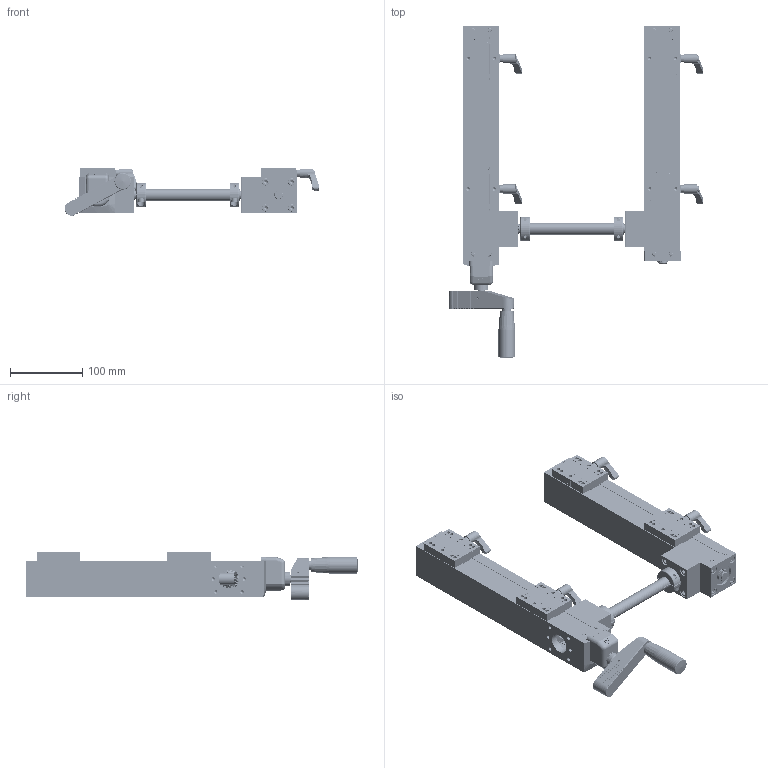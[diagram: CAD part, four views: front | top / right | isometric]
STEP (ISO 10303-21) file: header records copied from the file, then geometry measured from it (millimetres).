
FILE_DESCRIPTION(/* description */ ('Unknown'),/* implementation_level */ '2;1');
FILE_NAME(/* name */ 'Spindelantrieb50-Portal-4',/* time_stamp */ '2020-03-29T06:48:15+02:00',/* author */ ('Unknown'),/* organization */ ('Unknown'),/* preprocessor_version */ 'ST-DEVELOPER v16.7',/* originating_system */ 'Solid Edge',/* authorisation */ 'Unknown');
FILE_SCHEMA (('AUTOMOTIVE_DESIGN {1 0 10303 214 3 1 1}'));
Products named in the file (10): 3.1-Portal50-Spindel-AntriebStirn-sy-SchlittenPA60lg-dy; Profil-50-Portal-Antrieb-vorne-dy; A-0000125-Flanschlager50-Stirnseite-dy; A-0000098-Deckel50-geschraubt-dy; A-0000070-Kegelradgetriebe50-im-Profil.dy; A-0000127-Siko-Adapterplatte-50-dy; A-0000119-Drehmomentwelle-d12-D16-dy; A-0000003-Schlitten50-60lg-Klem-Alu-dy; Spindel-M16-Portal-mittig-ohne-Antrieb-dy; Spindel-M16-Portal-mittig-dy
Assembly tree (16 placements, depth 2):
  3.1-Portal50-Spindel-AntriebStirn-sy-SchlittenPA60lg-dy
    Profil-50-Portal-Antrieb-vorne-dy  x2
    A-0000125-Flanschlager50-Stirnseite-dy  x2
    A-0000098-Deckel50-geschraubt-dy  x2
    A-0000070-Kegelradgetriebe50-im-Profil.dy  x2
    A-0000127-Siko-Adapterplatte-50-dy
    A-0000119-Drehmomentwelle-d12-D16-dy
    A-0000003-Schlitten50-60lg-Klem-Alu-dy  x4
    Spindel-M16-Portal-mittig-ohne-Antrieb-dy
    Spindel-M16-Portal-mittig-dy
Bounding box: 352.24 x 458.61 x 65.91 mm (x, y, z)
Volume: 1667726.1 mm3; surface area: 550824.6 mm2
Topology: 23 solids, 23 shells, 5756 faces, 15457 edges, 10024 vertices
Faces by surface type: plane 3510, cylinder 1220, cone 555, bspline 314, torus 120, sphere 37
Full cylindrical faces by diameter (mm): 1.7 x8, 3 x5, 3.2 x8, 4 x1, 4.1 x2, 4.134 x4, 4.2 x10, 4.5 x4, 4.917 x112, 5 x40, 5.3 x2, 5.5 x16, 5.8 x8, 6 x21, 6.2 x2, 6.4 x20, 8 x4, 8.3 x4, 8.5 x4, 8.96 x4, 10 x21, 11 x16, 11.5 x4, 12 x28, 13 x4, 13.024 x1, 14 x1, 16 x6, 17 x8, 17.3 x8
Entity records: 102914 total; most frequent: CARTESIAN_POINT 25282, ORIENTED_EDGE 12564, DIRECTION 12243, EDGE_CURVE 6282, VERTEX_POINT 4262, LINE 4111, VECTOR 4111, AXIS2_PLACEMENT_3D 4066
